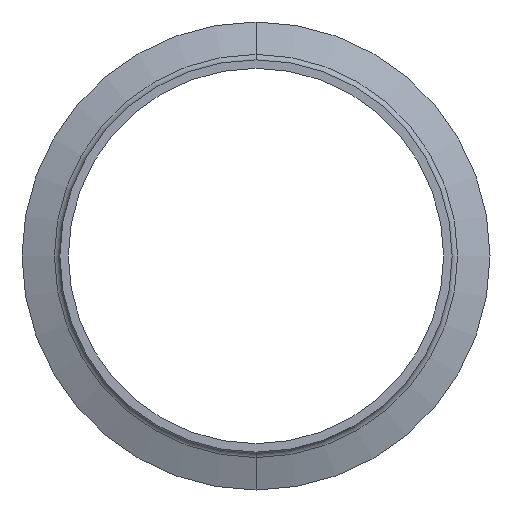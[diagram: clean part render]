
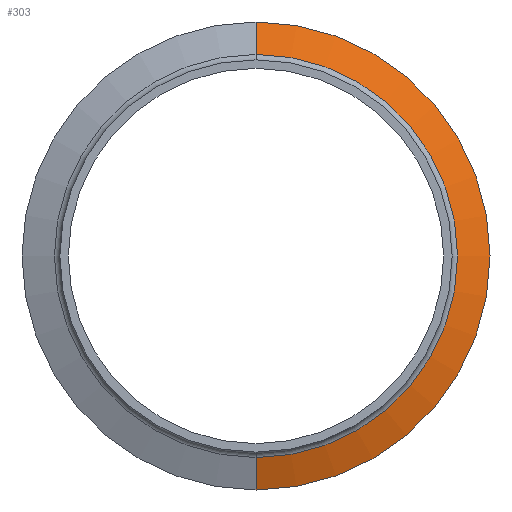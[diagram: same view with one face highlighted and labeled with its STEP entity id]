
A CAD part, front view. The second image highlights one B-rep face of the part: STEP entity #303.
In plain terms, the highlighted conical face has half-angle 70 degrees and reference radius 45.455 mm.
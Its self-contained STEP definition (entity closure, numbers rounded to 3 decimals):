
#9 = CARTESIAN_POINT ( 'NONE',  ( -61.984, -51.778, 0. ) ) ;
#16 = VECTOR ( 'NONE', #92, 1000. ) ;
#33 = CIRCLE ( 'NONE', #311, 45.455 ) ;
#54 = ORIENTED_EDGE ( 'NONE', *, *, #150, .F. ) ;
#66 = CARTESIAN_POINT ( 'NONE',  ( -61.984, -51.778, 45.455 ) ) ;
#92 = DIRECTION ( 'NONE',  ( 0., 0.342, 0.94 ) ) ;
#98 = ORIENTED_EDGE ( 'NONE', *, *, #110, .F. ) ;
#109 = DIRECTION ( 'NONE',  ( 0., 1., 0. ) ) ;
#110 = EDGE_CURVE ( 'NONE', #186, #345, #296, .T. ) ;
#113 = DIRECTION ( 'NONE',  ( 0., 0.342, -0.94 ) ) ;
#133 = LINE ( 'NONE', #384, #455 ) ;
#150 = EDGE_CURVE ( 'NONE', #345, #508, #33, .T. ) ;
#156 = CIRCLE ( 'NONE', #330, 39.153 ) ;
#164 = DIRECTION ( 'NONE',  ( 0., 1., 0. ) ) ;
#165 = CARTESIAN_POINT ( 'NONE',  ( -61.984, -51.778, 0. ) ) ;
#186 = VERTEX_POINT ( 'NONE', #216 ) ;
#201 = DIRECTION ( 'NONE',  ( 0., 0., 1. ) ) ;
#207 = CARTESIAN_POINT ( 'NONE',  ( -61.984, -51.778, 45.455 ) ) ;
#216 = CARTESIAN_POINT ( 'NONE',  ( -61.984, -54.072, 39.153 ) ) ;
#229 = DIRECTION ( 'NONE',  ( 0., 0., 1. ) ) ;
#271 = EDGE_CURVE ( 'NONE', #423, #508, #133, .T. ) ;
#282 = ORIENTED_EDGE ( 'NONE', *, *, #271, .T. ) ;
#296 = LINE ( 'NONE', #207, #16 ) ;
#303 = ADVANCED_FACE ( 'NONE', ( #344 ), #376, .T. ) ;
#311 = AXIS2_PLACEMENT_3D ( 'NONE', #165, #164, #605 ) ;
#315 = CARTESIAN_POINT ( 'NONE',  ( -61.984, -54.072, 0. ) ) ;
#330 = AXIS2_PLACEMENT_3D ( 'NONE', #315, #591, #201 ) ;
#331 = EDGE_LOOP ( 'NONE', ( #457, #282, #54, #98 ) ) ;
#344 = FACE_OUTER_BOUND ( 'NONE', #331, .T. ) ;
#345 = VERTEX_POINT ( 'NONE', #66 ) ;
#376 = CONICAL_SURFACE ( 'NONE', #622, 45.455, 1.222 ) ;
#384 = CARTESIAN_POINT ( 'NONE',  ( -61.984, -51.778, -45.455 ) ) ;
#423 = VERTEX_POINT ( 'NONE', #625 ) ;
#455 = VECTOR ( 'NONE', #113, 1000. ) ;
#456 = CARTESIAN_POINT ( 'NONE',  ( -61.984, -51.778, -45.455 ) ) ;
#457 = ORIENTED_EDGE ( 'NONE', *, *, #698, .T. ) ;
#508 = VERTEX_POINT ( 'NONE', #456 ) ;
#591 = DIRECTION ( 'NONE',  ( 0., 1., 0. ) ) ;
#605 = DIRECTION ( 'NONE',  ( 0., 0., 1. ) ) ;
#622 = AXIS2_PLACEMENT_3D ( 'NONE', #9, #109, #229 ) ;
#625 = CARTESIAN_POINT ( 'NONE',  ( -61.984, -54.072, -39.153 ) ) ;
#698 = EDGE_CURVE ( 'NONE', #186, #423, #156, .T. ) ;
